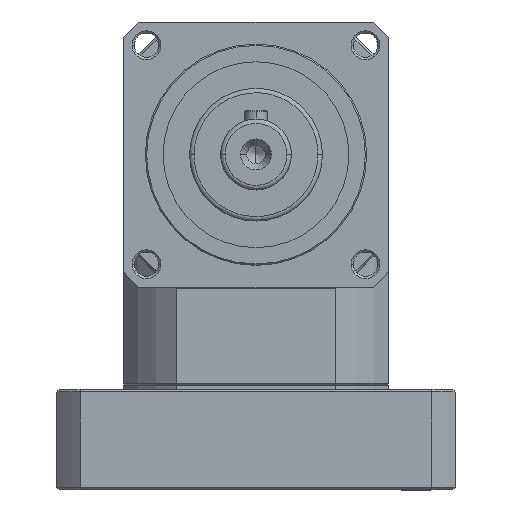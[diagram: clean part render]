
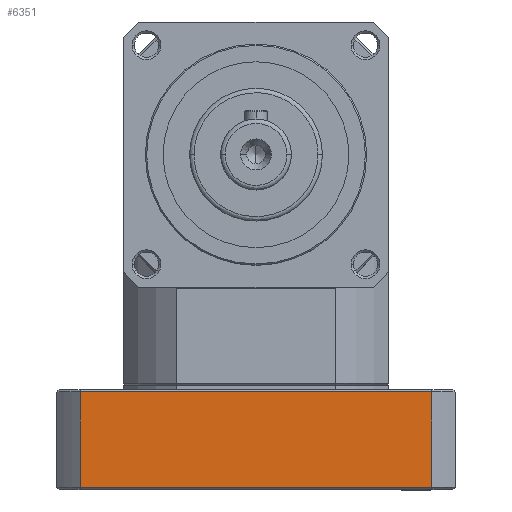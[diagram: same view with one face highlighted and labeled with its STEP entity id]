
A CAD part, top view. The second image highlights one B-rep face of the part: STEP entity #6351.
In plain terms, the highlighted face is planar.
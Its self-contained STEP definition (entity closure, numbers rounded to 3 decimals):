
#631 = VERTEX_POINT ( 'NONE', #8704 ) ;
#908 = VECTOR ( 'NONE', #5099, 1000. ) ;
#2170 = LINE ( 'NONE', #5181, #908 ) ;
#2218 = CARTESIAN_POINT ( 'NONE',  ( 39.686, -45., 25. ) ) ;
#3101 = VERTEX_POINT ( 'NONE', #16787 ) ;
#3156 = VERTEX_POINT ( 'NONE', #13969 ) ;
#3427 = CARTESIAN_POINT ( 'NONE',  ( -39.686, -45., 3. ) ) ;
#3607 = CARTESIAN_POINT ( 'NONE',  ( 39.686, -45., 3. ) ) ;
#3629 = VECTOR ( 'NONE', #11679, 1000. ) ;
#3970 = EDGE_CURVE ( 'NONE', #3101, #631, #2170, .T. ) ;
#5099 = DIRECTION ( 'NONE',  ( 0., 0., -1. ) ) ;
#5181 = CARTESIAN_POINT ( 'NONE',  ( 39.686, -45., 3. ) ) ;
#5419 = DIRECTION ( 'NONE',  ( 0., 0., 1. ) ) ;
#5691 = LINE ( 'NONE', #2218, #11025 ) ;
#5714 = AXIS2_PLACEMENT_3D ( 'NONE', #3607, #23610, #11481 ) ;
#6351 = ADVANCED_FACE ( 'NONE', ( #8436 ), #25558, .F. ) ;
#8200 = DIRECTION ( 'NONE',  ( 1., 0., 0. ) ) ;
#8436 = FACE_OUTER_BOUND ( 'NONE', #24282, .T. ) ;
#8704 = CARTESIAN_POINT ( 'NONE',  ( 39.686, -45., 3.5 ) ) ;
#9881 = ORIENTED_EDGE ( 'NONE', *, *, #24496, .F. ) ;
#10682 = EDGE_CURVE ( 'NONE', #10992, #3156, #25767, .T. ) ;
#10992 = VERTEX_POINT ( 'NONE', #23309 ) ;
#11025 = VECTOR ( 'NONE', #8200, 1000. ) ;
#11481 = DIRECTION ( 'NONE',  ( -1., 0., 0. ) ) ;
#11581 = ORIENTED_EDGE ( 'NONE', *, *, #20633, .F. ) ;
#11679 = DIRECTION ( 'NONE',  ( -1., 0., 0. ) ) ;
#13969 = CARTESIAN_POINT ( 'NONE',  ( -39.686, -45., 25. ) ) ;
#16787 = CARTESIAN_POINT ( 'NONE',  ( 39.686, -45., 25. ) ) ;
#18984 = LINE ( 'NONE', #23781, #3629 ) ;
#20359 = ORIENTED_EDGE ( 'NONE', *, *, #10682, .F. ) ;
#20371 = VECTOR ( 'NONE', #5419, 1000. ) ;
#20633 = EDGE_CURVE ( 'NONE', #631, #10992, #18984, .T. ) ;
#22729 = ORIENTED_EDGE ( 'NONE', *, *, #3970, .F. ) ;
#23309 = CARTESIAN_POINT ( 'NONE',  ( -39.686, -45., 3.5 ) ) ;
#23610 = DIRECTION ( 'NONE',  ( 0., 1., 0. ) ) ;
#23781 = CARTESIAN_POINT ( 'NONE',  ( 32.714, -45., 3.5 ) ) ;
#24282 = EDGE_LOOP ( 'NONE', ( #22729, #9881, #20359, #11581 ) ) ;
#24496 = EDGE_CURVE ( 'NONE', #3156, #3101, #5691, .T. ) ;
#25558 = PLANE ( 'NONE',  #5714 ) ;
#25767 = LINE ( 'NONE', #3427, #20371 ) ;
